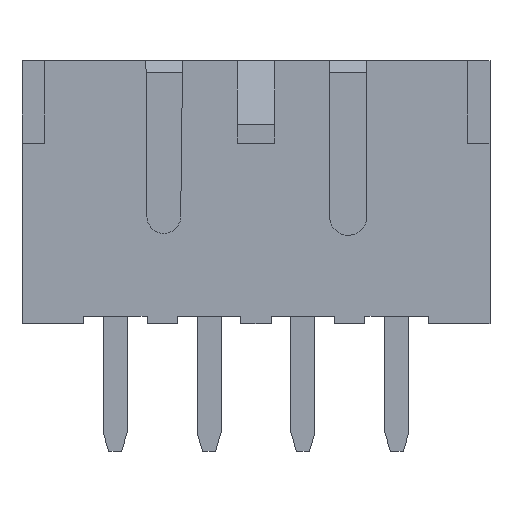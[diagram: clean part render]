
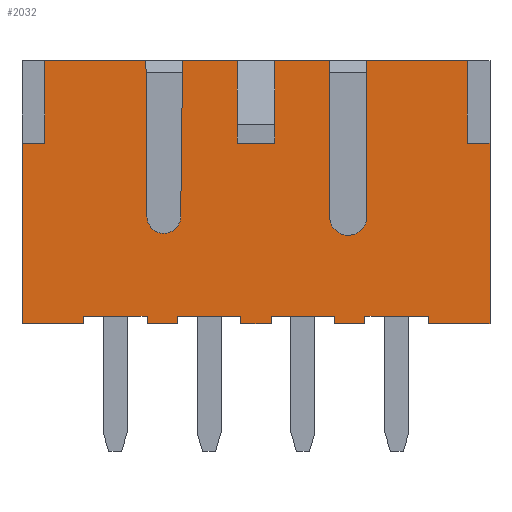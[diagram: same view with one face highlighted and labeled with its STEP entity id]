
A CAD part, top view. The second image highlights one B-rep face of the part: STEP entity #2032.
In plain terms, the highlighted planar face has unit normal (0, 0, 1).
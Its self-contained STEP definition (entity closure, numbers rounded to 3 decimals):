
#125=DIRECTION('',(0.,1.,0.));
#126=VECTOR('',#125,0.2);
#127=CARTESIAN_POINT('',(2.9,-3.5,2.95));
#128=LINE('',#127,#126);
#129=DIRECTION('',(1.,0.,0.));
#130=VECTOR('',#129,0.8);
#131=CARTESIAN_POINT('',(2.1,-3.5,2.95));
#132=LINE('',#131,#130);
#133=DIRECTION('',(0.,1.,0.));
#134=VECTOR('',#133,0.2);
#135=CARTESIAN_POINT('',(2.1,-3.5,2.95));
#136=LINE('',#135,#134);
#137=DIRECTION('',(-1.,0.,0.));
#138=VECTOR('',#137,1.7);
#139=CARTESIAN_POINT('',(2.1,-3.3,2.95));
#140=LINE('',#139,#138);
#141=DIRECTION('',(0.,1.,0.));
#142=VECTOR('',#141,0.2);
#143=CARTESIAN_POINT('',(0.4,-3.5,2.95));
#144=LINE('',#143,#142);
#145=DIRECTION('',(1.,0.,0.));
#146=VECTOR('',#145,0.8);
#147=CARTESIAN_POINT('',(-0.4,-3.5,2.95));
#148=LINE('',#147,#146);
#149=DIRECTION('',(0.,1.,0.));
#150=VECTOR('',#149,0.2);
#151=CARTESIAN_POINT('',(-0.4,-3.5,2.95));
#152=LINE('',#151,#150);
#153=DIRECTION('',(-1.,0.,0.));
#154=VECTOR('',#153,1.7);
#155=CARTESIAN_POINT('',(-0.4,-3.3,2.95));
#156=LINE('',#155,#154);
#157=DIRECTION('',(0.,1.,0.));
#158=VECTOR('',#157,0.2);
#159=CARTESIAN_POINT('',(-2.1,-3.5,2.95));
#160=LINE('',#159,#158);
#161=DIRECTION('',(1.,0.,0.));
#162=VECTOR('',#161,0.8);
#163=CARTESIAN_POINT('',(-2.9,-3.5,2.95));
#164=LINE('',#163,#162);
#165=DIRECTION('',(0.,1.,0.));
#166=VECTOR('',#165,0.2);
#167=CARTESIAN_POINT('',(-2.9,-3.5,2.95));
#168=LINE('',#167,#166);
#169=DIRECTION('',(-1.,0.,0.));
#170=VECTOR('',#169,1.7);
#171=CARTESIAN_POINT('',(-2.9,-3.3,2.95));
#172=LINE('',#171,#170);
#173=DIRECTION('',(0.,1.,0.));
#174=VECTOR('',#173,0.2);
#175=CARTESIAN_POINT('',(-4.6,-3.5,2.95));
#176=LINE('',#175,#174);
#177=DIRECTION('',(1.,0.,0.));
#178=VECTOR('',#177,1.63);
#179=CARTESIAN_POINT('',(-6.23,-3.5,2.95));
#180=LINE('',#179,#178);
#181=DIRECTION('',(0.,-1.,0.));
#182=VECTOR('',#181,4.8);
#183=CARTESIAN_POINT('',(-6.23,1.3,2.95));
#184=LINE('',#183,#182);
#185=DIRECTION('',(1.,0.,0.));
#186=VECTOR('',#185,0.6);
#187=CARTESIAN_POINT('',(-6.23,1.3,2.95));
#188=LINE('',#187,#186);
#189=DIRECTION('',(0.,-1.,0.));
#190=VECTOR('',#189,2.2);
#191=CARTESIAN_POINT('',(-5.63,3.5,2.95));
#192=LINE('',#191,#190);
#193=DIRECTION('',(-1.,0.,0.));
#194=VECTOR('',#193,2.7);
#195=CARTESIAN_POINT('',(-2.93,3.5,2.95));
#196=LINE('',#195,#194);
#197=DIRECTION('',(0.006,-1.,0.));
#198=VECTOR('',#197,4.153);
#199=CARTESIAN_POINT('',(-2.93,3.5,2.95));
#200=LINE('',#199,#198);
#201=CARTESIAN_POINT('',(-2.455,-0.65,2.95));
#202=DIRECTION('',(0.,0.,1.));
#203=DIRECTION('',(-1.,-0.006,0.));
#204=AXIS2_PLACEMENT_3D('',#201,#202,#203);
#206=DIRECTION('',(-0.012,-1.,0.));
#207=VECTOR('',#206,4.156);
#208=CARTESIAN_POINT('',(-1.955,3.5,2.95));
#209=LINE('',#208,#207);
#210=DIRECTION('',(-1.,0.,0.));
#211=VECTOR('',#210,1.455);
#212=CARTESIAN_POINT('',(-0.5,3.5,2.95));
#213=LINE('',#212,#211);
#214=DIRECTION('',(0.,-1.,0.));
#215=VECTOR('',#214,2.2);
#216=CARTESIAN_POINT('',(-0.5,3.5,2.95));
#217=LINE('',#216,#215);
#218=DIRECTION('',(1.,0.,0.));
#219=VECTOR('',#218,1.);
#220=CARTESIAN_POINT('',(-0.5,1.3,2.95));
#221=LINE('',#220,#219);
#222=DIRECTION('',(0.,-1.,0.));
#223=VECTOR('',#222,2.2);
#224=CARTESIAN_POINT('',(0.5,3.5,2.95));
#225=LINE('',#224,#223);
#226=DIRECTION('',(-1.,0.,0.));
#227=VECTOR('',#226,1.455);
#228=CARTESIAN_POINT('',(1.955,3.5,2.95));
#229=LINE('',#228,#227);
#230=DIRECTION('',(0.,-1.,0.));
#231=VECTOR('',#230,4.15);
#232=CARTESIAN_POINT('',(1.955,3.5,2.95));
#233=LINE('',#232,#231);
#234=CARTESIAN_POINT('',(2.455,-0.65,2.95));
#235=DIRECTION('',(0.,0.,1.));
#236=DIRECTION('',(-1.,0.,0.));
#237=AXIS2_PLACEMENT_3D('',#234,#235,#236);
#239=DIRECTION('',(0.006,-1.,0.));
#240=VECTOR('',#239,4.147);
#241=CARTESIAN_POINT('',(2.93,3.5,2.95));
#242=LINE('',#241,#240);
#243=DIRECTION('',(-1.,0.,0.));
#244=VECTOR('',#243,2.7);
#245=CARTESIAN_POINT('',(5.63,3.5,2.95));
#246=LINE('',#245,#244);
#247=DIRECTION('',(0.,-1.,0.));
#248=VECTOR('',#247,2.2);
#249=CARTESIAN_POINT('',(5.63,3.5,2.95));
#250=LINE('',#249,#248);
#251=DIRECTION('',(1.,0.,0.));
#252=VECTOR('',#251,0.6);
#253=CARTESIAN_POINT('',(5.63,1.3,2.95));
#254=LINE('',#253,#252);
#255=DIRECTION('',(0.,1.,0.));
#256=VECTOR('',#255,4.8);
#257=CARTESIAN_POINT('',(6.23,-3.5,2.95));
#258=LINE('',#257,#256);
#259=DIRECTION('',(1.,0.,0.));
#260=VECTOR('',#259,1.63);
#261=CARTESIAN_POINT('',(4.6,-3.5,2.95));
#262=LINE('',#261,#260);
#263=DIRECTION('',(0.,1.,0.));
#264=VECTOR('',#263,0.2);
#265=CARTESIAN_POINT('',(4.6,-3.5,2.95));
#266=LINE('',#265,#264);
#267=DIRECTION('',(-1.,0.,0.));
#268=VECTOR('',#267,1.7);
#269=CARTESIAN_POINT('',(4.6,-3.3,2.95));
#270=LINE('',#269,#268);
#1369=CARTESIAN_POINT('',(-6.23,-3.5,2.95));
#1370=VERTEX_POINT('',#1369);
#1371=CARTESIAN_POINT('',(6.23,-3.5,2.95));
#1372=VERTEX_POINT('',#1371);
#1393=CARTESIAN_POINT('',(-6.23,1.3,2.95));
#1394=CARTESIAN_POINT('',(-5.63,1.3,2.95));
#1395=VERTEX_POINT('',#1393);
#1396=VERTEX_POINT('',#1394);
#1397=CARTESIAN_POINT('',(5.63,1.3,2.95));
#1398=CARTESIAN_POINT('',(6.23,1.3,2.95));
#1399=VERTEX_POINT('',#1397);
#1400=VERTEX_POINT('',#1398);
#1401=CARTESIAN_POINT('',(-5.63,3.5,2.95));
#1402=VERTEX_POINT('',#1401);
#1403=CARTESIAN_POINT('',(5.63,3.5,2.95));
#1404=VERTEX_POINT('',#1403);
#1413=CARTESIAN_POINT('',(-0.5,3.5,2.95));
#1414=CARTESIAN_POINT('',(-0.5,1.3,2.95));
#1415=VERTEX_POINT('',#1413);
#1416=VERTEX_POINT('',#1414);
#1417=CARTESIAN_POINT('',(0.5,3.5,2.95));
#1418=CARTESIAN_POINT('',(0.5,1.3,2.95));
#1419=VERTEX_POINT('',#1417);
#1420=VERTEX_POINT('',#1418);
#1421=CARTESIAN_POINT('',(-2.93,3.5,2.95));
#1422=CARTESIAN_POINT('',(-2.905,-0.653,2.95));
#1423=VERTEX_POINT('',#1421);
#1424=VERTEX_POINT('',#1422);
#1425=CARTESIAN_POINT('',(-2.005,-0.655,2.95));
#1426=VERTEX_POINT('',#1425);
#1427=CARTESIAN_POINT('',(-1.955,3.5,2.95));
#1428=VERTEX_POINT('',#1427);
#1429=CARTESIAN_POINT('',(1.955,3.5,2.95));
#1430=CARTESIAN_POINT('',(1.955,-0.65,2.95));
#1431=VERTEX_POINT('',#1429);
#1432=VERTEX_POINT('',#1430);
#1433=CARTESIAN_POINT('',(2.955,-0.647,2.95));
#1434=VERTEX_POINT('',#1433);
#1435=CARTESIAN_POINT('',(2.93,3.5,2.95));
#1436=VERTEX_POINT('',#1435);
#1645=CARTESIAN_POINT('',(-4.6,-3.5,2.95));
#1646=CARTESIAN_POINT('',(-4.6,-3.3,2.95));
#1647=VERTEX_POINT('',#1645);
#1648=VERTEX_POINT('',#1646);
#1649=CARTESIAN_POINT('',(-2.9,-3.5,2.95));
#1650=CARTESIAN_POINT('',(-2.9,-3.3,2.95));
#1651=VERTEX_POINT('',#1649);
#1652=VERTEX_POINT('',#1650);
#1661=CARTESIAN_POINT('',(-2.1,-3.5,2.95));
#1662=CARTESIAN_POINT('',(-2.1,-3.3,2.95));
#1663=VERTEX_POINT('',#1661);
#1664=VERTEX_POINT('',#1662);
#1665=CARTESIAN_POINT('',(-0.4,-3.5,2.95));
#1666=CARTESIAN_POINT('',(-0.4,-3.3,2.95));
#1667=VERTEX_POINT('',#1665);
#1668=VERTEX_POINT('',#1666);
#1677=CARTESIAN_POINT('',(0.4,-3.5,2.95));
#1678=CARTESIAN_POINT('',(0.4,-3.3,2.95));
#1679=VERTEX_POINT('',#1677);
#1680=VERTEX_POINT('',#1678);
#1681=CARTESIAN_POINT('',(2.1,-3.5,2.95));
#1682=CARTESIAN_POINT('',(2.1,-3.3,2.95));
#1683=VERTEX_POINT('',#1681);
#1684=VERTEX_POINT('',#1682);
#1693=CARTESIAN_POINT('',(2.9,-3.5,2.95));
#1694=CARTESIAN_POINT('',(2.9,-3.3,2.95));
#1695=VERTEX_POINT('',#1693);
#1696=VERTEX_POINT('',#1694);
#1697=CARTESIAN_POINT('',(4.6,-3.5,2.95));
#1698=CARTESIAN_POINT('',(4.6,-3.3,2.95));
#1699=VERTEX_POINT('',#1697);
#1700=VERTEX_POINT('',#1698);
#1960=CARTESIAN_POINT('',(0.,0.,2.95));
#1961=DIRECTION('',(0.,0.,1.));
#1962=DIRECTION('',(1.,0.,0.));
#1963=AXIS2_PLACEMENT_3D('',#1960,#1961,#1962);
#1964=PLANE('',#1963);
#1965=ORIENTED_EDGE('',*,*,#1865,.F.);
#1966=ORIENTED_EDGE('',*,*,#1926,.F.);
#1968=ORIENTED_EDGE('',*,*,#1967,.T.);
#1970=ORIENTED_EDGE('',*,*,#1969,.T.);
#1972=ORIENTED_EDGE('',*,*,#1971,.F.);
#1973=ORIENTED_EDGE('',*,*,#1912,.F.);
#1975=ORIENTED_EDGE('',*,*,#1974,.T.);
#1977=ORIENTED_EDGE('',*,*,#1976,.T.);
#1979=ORIENTED_EDGE('',*,*,#1978,.F.);
#1980=ORIENTED_EDGE('',*,*,#1897,.F.);
#1982=ORIENTED_EDGE('',*,*,#1981,.T.);
#1984=ORIENTED_EDGE('',*,*,#1983,.T.);
#1985=ORIENTED_EDGE('',*,*,#1953,.F.);
#1986=ORIENTED_EDGE('',*,*,#1882,.F.);
#1988=ORIENTED_EDGE('',*,*,#1987,.F.);
#1990=ORIENTED_EDGE('',*,*,#1989,.T.);
#1992=ORIENTED_EDGE('',*,*,#1991,.F.);
#1994=ORIENTED_EDGE('',*,*,#1993,.F.);
#1996=ORIENTED_EDGE('',*,*,#1995,.T.);
#1998=ORIENTED_EDGE('',*,*,#1997,.T.);
#2000=ORIENTED_EDGE('',*,*,#1999,.F.);
#2002=ORIENTED_EDGE('',*,*,#2001,.F.);
#2004=ORIENTED_EDGE('',*,*,#2003,.T.);
#2006=ORIENTED_EDGE('',*,*,#2005,.T.);
#2008=ORIENTED_EDGE('',*,*,#2007,.F.);
#2010=ORIENTED_EDGE('',*,*,#2009,.F.);
#2012=ORIENTED_EDGE('',*,*,#2011,.T.);
#2014=ORIENTED_EDGE('',*,*,#2013,.T.);
#2016=ORIENTED_EDGE('',*,*,#2015,.F.);
#2018=ORIENTED_EDGE('',*,*,#2017,.F.);
#2020=ORIENTED_EDGE('',*,*,#2019,.T.);
#2022=ORIENTED_EDGE('',*,*,#2021,.T.);
#2024=ORIENTED_EDGE('',*,*,#2023,.F.);
#2025=ORIENTED_EDGE('',*,*,#1938,.F.);
#2027=ORIENTED_EDGE('',*,*,#2026,.T.);
#2029=ORIENTED_EDGE('',*,*,#2028,.T.);
#2030=EDGE_LOOP('',(#1965,#1966,#1968,#1970,#1972,#1973,#1975,#1977,#1979,#1980,
#1982,#1984,#1985,#1986,#1988,#1990,#1992,#1994,#1996,#1998,#2000,#2002,#2004,
#2006,#2008,#2010,#2012,#2014,#2016,#2018,#2020,#2022,#2024,#2025,#2027,#2029));
#2031=FACE_OUTER_BOUND('',#2030,.F.);
#2032=ADVANCED_FACE('',(#2031),#1964,.T.);
#205=CIRCLE('',#204,0.45);
#238=CIRCLE('',#237,0.5);
#1865=EDGE_CURVE('',#1695,#1696,#128,.T.);
#1882=EDGE_CURVE('',#1370,#1647,#180,.T.);
#1897=EDGE_CURVE('',#1651,#1663,#164,.T.);
#1912=EDGE_CURVE('',#1667,#1679,#148,.T.);
#1926=EDGE_CURVE('',#1683,#1695,#132,.T.);
#1938=EDGE_CURVE('',#1699,#1372,#262,.T.);
#1953=EDGE_CURVE('',#1647,#1648,#176,.T.);
#1967=EDGE_CURVE('',#1683,#1684,#136,.T.);
#1969=EDGE_CURVE('',#1684,#1680,#140,.T.);
#1971=EDGE_CURVE('',#1679,#1680,#144,.T.);
#1974=EDGE_CURVE('',#1667,#1668,#152,.T.);
#1976=EDGE_CURVE('',#1668,#1664,#156,.T.);
#1978=EDGE_CURVE('',#1663,#1664,#160,.T.);
#1981=EDGE_CURVE('',#1651,#1652,#168,.T.);
#1983=EDGE_CURVE('',#1652,#1648,#172,.T.);
#1987=EDGE_CURVE('',#1395,#1370,#184,.T.);
#1989=EDGE_CURVE('',#1395,#1396,#188,.T.);
#1991=EDGE_CURVE('',#1402,#1396,#192,.T.);
#1993=EDGE_CURVE('',#1423,#1402,#196,.T.);
#1995=EDGE_CURVE('',#1423,#1424,#200,.T.);
#1997=EDGE_CURVE('',#1424,#1426,#205,.T.);
#1999=EDGE_CURVE('',#1428,#1426,#209,.T.);
#2001=EDGE_CURVE('',#1415,#1428,#213,.T.);
#2003=EDGE_CURVE('',#1415,#1416,#217,.T.);
#2005=EDGE_CURVE('',#1416,#1420,#221,.T.);
#2007=EDGE_CURVE('',#1419,#1420,#225,.T.);
#2009=EDGE_CURVE('',#1431,#1419,#229,.T.);
#2011=EDGE_CURVE('',#1431,#1432,#233,.T.);
#2013=EDGE_CURVE('',#1432,#1434,#238,.T.);
#2015=EDGE_CURVE('',#1436,#1434,#242,.T.);
#2017=EDGE_CURVE('',#1404,#1436,#246,.T.);
#2019=EDGE_CURVE('',#1404,#1399,#250,.T.);
#2021=EDGE_CURVE('',#1399,#1400,#254,.T.);
#2023=EDGE_CURVE('',#1372,#1400,#258,.T.);
#2026=EDGE_CURVE('',#1699,#1700,#266,.T.);
#2028=EDGE_CURVE('',#1700,#1696,#270,.T.);
